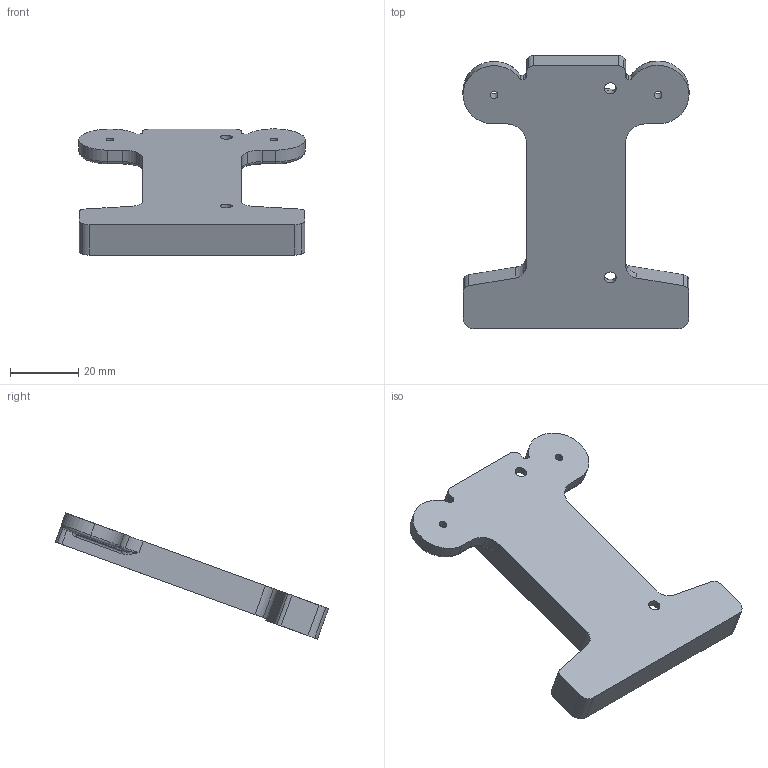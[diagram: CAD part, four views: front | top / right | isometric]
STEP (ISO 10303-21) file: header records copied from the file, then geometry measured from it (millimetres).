
FILE_DESCRIPTION(('STEP AP214'),'1');
FILE_NAME('Baseplate_addition.stp','2023-05-06T18:43:23',(' '),(' '),'Spatial InterOp 3D',' ',' ');
FILE_SCHEMA(('AUTOMOTIVE_DESIGN { 1 0 10303 214 1 1 1 1 }'));
Length unit declared in the file: metre
Products named in the file (1): Baseplate_addition
Bounding box: 66.31 x 80.14 x 37.02 mm (x, y, z)
Volume: 24288.2 mm3; surface area: 10710.4 mm2
Topology: 1 solids, 1 shells, 173 faces, 466 edges, 293 vertices
Faces by surface type: cylinder 105, plane 33, torus 25, cone 8, bspline 2
Entity records: 6324 total; most frequent: CARTESIAN_POINT 1790, DIRECTION 1033, ORIENTED_EDGE 928, EDGE_CURVE 464, AXIS2_PLACEMENT_3D 416, VERTEX_POINT 293, CIRCLE 244, LINE 201
